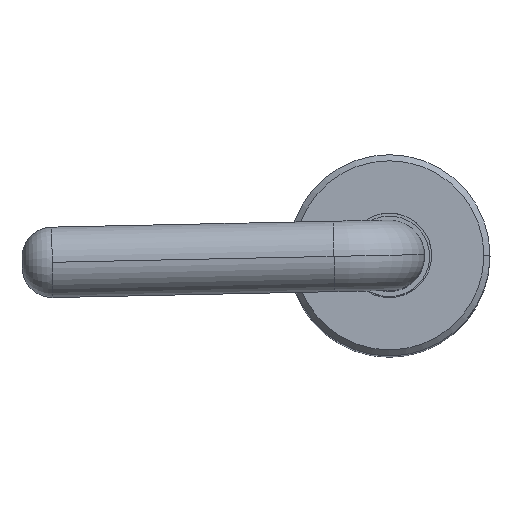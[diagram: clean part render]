
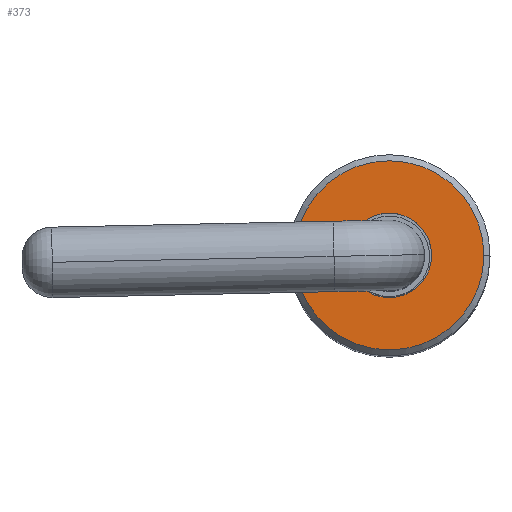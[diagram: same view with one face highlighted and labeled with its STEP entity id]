
A CAD part, top view. The second image highlights one B-rep face of the part: STEP entity #373.
In plain terms, the highlighted planar face has unit normal (0, 0, 1).
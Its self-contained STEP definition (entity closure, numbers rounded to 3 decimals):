
#31 = FACE_OUTER_BOUND ( 'NONE', #943, .T. ) ;
#51 = CIRCLE ( 'NONE', #999, 2.1 ) ;
#75 = VERTEX_POINT ( 'NONE', #930 ) ;
#134 = VERTEX_POINT ( 'NONE', #1148 ) ;
#210 = CIRCLE ( 'NONE', #929, 4.7 ) ;
#251 = DIRECTION ( 'NONE',  ( 0., 0., 1. ) ) ;
#333 = DIRECTION ( 'NONE',  ( 1., 0., 0. ) ) ;
#349 = FACE_BOUND ( 'NONE', #1216, .T. ) ;
#358 = ORIENTED_EDGE ( 'NONE', *, *, #468, .F. ) ;
#372 = CARTESIAN_POINT ( 'NONE',  ( 4.7, 0., 38. ) ) ;
#373 = ADVANCED_FACE ( 'NONE', ( #31, #349 ), #855, .T. ) ;
#414 = DIRECTION ( 'NONE',  ( 0., 0., 1. ) ) ;
#434 = DIRECTION ( 'NONE',  ( 0., 0., 1. ) ) ;
#468 = EDGE_CURVE ( 'NONE', #134, #75, #1305, .T. ) ;
#536 = CIRCLE ( 'NONE', #714, 4.7 ) ;
#570 = CARTESIAN_POINT ( 'NONE',  ( 0., 0., 38. ) ) ;
#577 = DIRECTION ( 'NONE',  ( 0., 0., 1. ) ) ;
#672 = DIRECTION ( 'NONE',  ( 1., 0., 0. ) ) ;
#714 = AXIS2_PLACEMENT_3D ( 'NONE', #1217, #577, #1321 ) ;
#800 = ORIENTED_EDGE ( 'NONE', *, *, #1240, .T. ) ;
#855 = PLANE ( 'NONE',  #1280 ) ;
#878 = CARTESIAN_POINT ( 'NONE',  ( 0., 0., 38. ) ) ;
#929 = AXIS2_PLACEMENT_3D ( 'NONE', #878, #251, #992 ) ;
#930 = CARTESIAN_POINT ( 'NONE',  ( 2.1, 0., 38. ) ) ;
#943 = EDGE_LOOP ( 'NONE', ( #800, #1018 ) ) ;
#976 = AXIS2_PLACEMENT_3D ( 'NONE', #1197, #434, #333 ) ;
#992 = DIRECTION ( 'NONE',  ( 1., 0., 0. ) ) ;
#999 = AXIS2_PLACEMENT_3D ( 'NONE', #570, #1309, #672 ) ;
#1013 = CARTESIAN_POINT ( 'NONE',  ( 0., 0., 38. ) ) ;
#1018 = ORIENTED_EDGE ( 'NONE', *, *, #1215, .T. ) ;
#1051 = ORIENTED_EDGE ( 'NONE', *, *, #1190, .F. ) ;
#1066 = CARTESIAN_POINT ( 'NONE',  ( -4.7, 0., 38. ) ) ;
#1087 = VERTEX_POINT ( 'NONE', #1066 ) ;
#1148 = CARTESIAN_POINT ( 'NONE',  ( -2.1, 0., 38. ) ) ;
#1190 = EDGE_CURVE ( 'NONE', #75, #134, #51, .T. ) ;
#1197 = CARTESIAN_POINT ( 'NONE',  ( 0., 0., 38. ) ) ;
#1215 = EDGE_CURVE ( 'NONE', #1285, #1087, #210, .T. ) ;
#1216 = EDGE_LOOP ( 'NONE', ( #358, #1051 ) ) ;
#1217 = CARTESIAN_POINT ( 'NONE',  ( 0., 0., 38. ) ) ;
#1240 = EDGE_CURVE ( 'NONE', #1087, #1285, #536, .T. ) ;
#1280 = AXIS2_PLACEMENT_3D ( 'NONE', #1013, #414, #1365 ) ;
#1285 = VERTEX_POINT ( 'NONE', #372 ) ;
#1305 = CIRCLE ( 'NONE', #976, 2.1 ) ;
#1309 = DIRECTION ( 'NONE',  ( 0., 0., 1. ) ) ;
#1321 = DIRECTION ( 'NONE',  ( 1., 0., 0. ) ) ;
#1365 = DIRECTION ( 'NONE',  ( 1., 0., 0. ) ) ;
